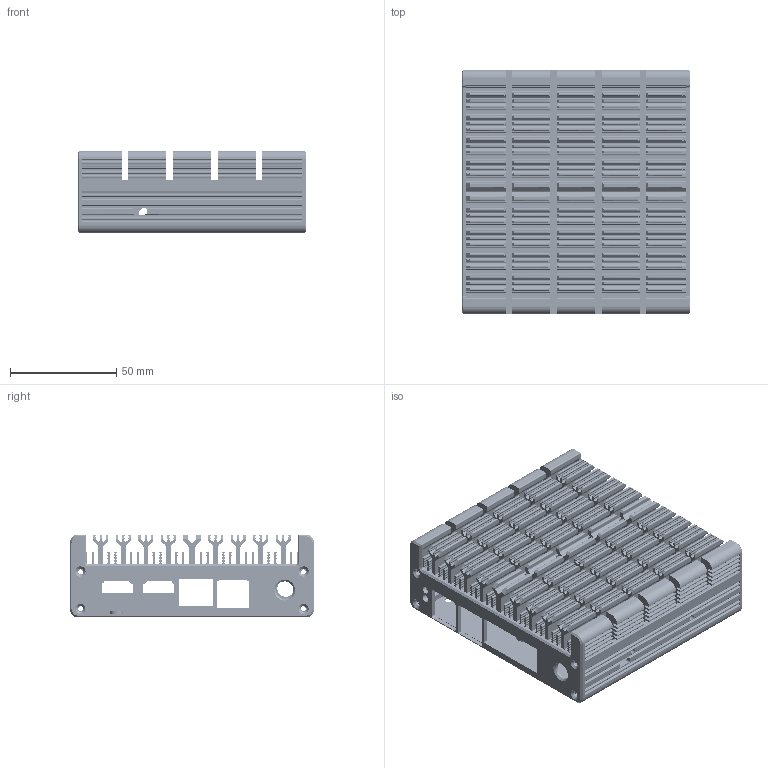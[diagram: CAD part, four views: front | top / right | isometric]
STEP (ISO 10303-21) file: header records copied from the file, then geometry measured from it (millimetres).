
FILE_DESCRIPTION(/* description */ (''),/* implementation_level */ '2;1');
FILE_NAME(/* name */ 'FW2B v1 v1.step',/* time_stamp */ '2021-10-14T17:16:16-07:00',/* author */ (''),/* organization */ (''),/* preprocessor_version */ 'ST-DEVELOPER v18.1',/* originating_system */ 'Autodesk Translation Framework v10.10.0.1391',/* authorisation */ '');
FILE_SCHEMA (('AUTOMOTIVE_DESIGN { 1 0 10303 214 3 1 1 }'));
Products named in the file (6): FW2B v1; NUC-C3-L2_ASM_22_ASM; 2018-3-17__16; 2018-3-17-02__3; 2018-3-17-03__5; 2018-3-17-04__2
Assembly tree (5 placements, depth 3):
  FW2B v1
    NUC-C3-L2_ASM_22_ASM
      2018-3-17__16
      2018-3-17-02__3
      2018-3-17-03__5
      2018-3-17-04__2
Bounding box: 107.5 x 115 x 39 mm (x, y, z)
Volume: 134600.9 mm3; surface area: 146648.4 mm2
Topology: 4 solids, 4 shells, 5827 faces, 17098 edges, 11388 vertices
Faces by surface type: cylinder 4157, plane 1644, cone 26
Full cylindrical faces by diameter (mm): 2.5 x6, 2.8 x8, 3.5 x4, 3.6 x2, 3.8 x3, 4.3 x8, 6 x4, 6.4 x1, 8 x1, 8.2 x1, 12 x1
Entity records: 198851 total; most frequent: DIRECTION 37355, CARTESIAN_POINT 34891, ORIENTED_EDGE 34196, EDGE_CURVE 17098, AXIS2_PLACEMENT_3D 14484, VERTEX_POINT 11388, LINE 8387, VECTOR 8387
